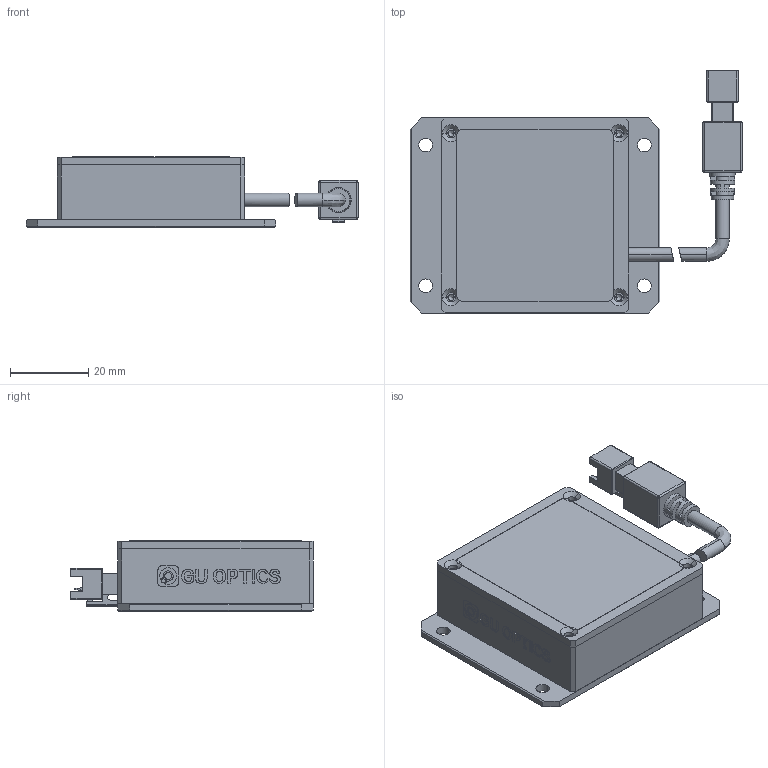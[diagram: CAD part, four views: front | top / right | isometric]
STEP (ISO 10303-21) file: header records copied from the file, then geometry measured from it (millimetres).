
FILE_DESCRIPTION (( 'STEP AP214' ), '1' );
FILE_NAME ('660701-W.STEP', '2019-03-05T06:03:55', ( 'user' ), ( '微软中国' ), 'SwSTEP 2.0', 'SolidWorks 2016', '' );
FILE_SCHEMA (( 'AUTOMOTIVE_DESIGN' ));
Length unit declared in the file: millimetre
Products named in the file (1): 660701-W
Bounding box: 85 x 62 x 18.1 mm (x, y, z)
Volume: 23666.5 mm3; surface area: 28120.2 mm2
Topology: 7 solids, 7 shells, 477 faces, 1215 edges, 765 vertices
Faces by surface type: plane 240, cylinder 118, bspline 79, cone 40
Entity records: 19058 total; most frequent: CARTESIAN_POINT 3844, ORIENTED_EDGE 2390, DIRECTION 2124, EDGE_CURVE 1195, LINE 774, VECTOR 774, VERTEX_POINT 765, AXIS2_PLACEMENT_3D 675
